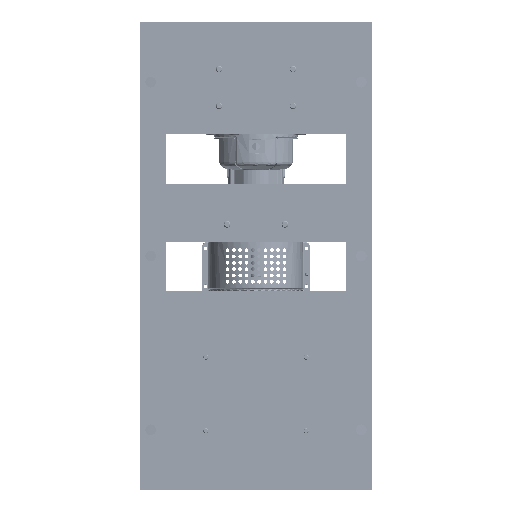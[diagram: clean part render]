
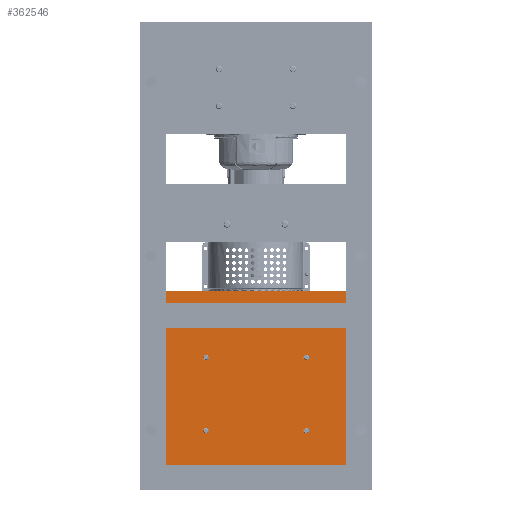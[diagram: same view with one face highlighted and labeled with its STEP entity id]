
A CAD part, front view. The second image highlights one B-rep face of the part: STEP entity #362546.
In plain terms, the highlighted planar face has unit normal (0, -1, 0).
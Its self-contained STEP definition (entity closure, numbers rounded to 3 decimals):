
#13290 = FACE_BOUND ( 'NONE', #305781, .T. ) ;
#14858 = CIRCLE ( 'NONE', #146030, 0.203 ) ;
#14955 = DIRECTION ( 'NONE',  ( 0., -1., 0. ) ) ;
#20103 = VERTEX_POINT ( 'NONE', #370264 ) ;
#23821 = ORIENTED_EDGE ( 'NONE', *, *, #37224, .F. ) ;
#24094 = EDGE_CURVE ( 'NONE', #317066, #74209, #110274, .T. ) ;
#28269 = ORIENTED_EDGE ( 'NONE', *, *, #237614, .F. ) ;
#28698 = ORIENTED_EDGE ( 'NONE', *, *, #24094, .F. ) ;
#34783 = VERTEX_POINT ( 'NONE', #88288 ) ;
#36346 = CARTESIAN_POINT ( 'NONE',  ( 2.327, 0., -3.75 ) ) ;
#37224 = EDGE_CURVE ( 'NONE', #34783, #181142, #198607, .T. ) ;
#41007 = VECTOR ( 'NONE', #83351, 39.37 ) ;
#41840 = VERTEX_POINT ( 'NONE', #417254 ) ;
#44534 = AXIS2_PLACEMENT_3D ( 'NONE', #36346, #399084, #435411 ) ;
#47167 = FACE_BOUND ( 'NONE', #159509, .T. ) ;
#49519 = FACE_BOUND ( 'NONE', #55438, .T. ) ;
#55438 = EDGE_LOOP ( 'NONE', ( #232150, #23821 ) ) ;
#62977 = CARTESIAN_POINT ( 'NONE',  ( 7.25, 0., 8.29 ) ) ;
#74209 = VERTEX_POINT ( 'NONE', #112677 ) ;
#83351 = DIRECTION ( 'NONE',  ( -1., 0., 0. ) ) ;
#86250 = DIRECTION ( 'NONE',  ( 0., 0., 1. ) ) ;
#86914 = CIRCLE ( 'NONE', #310585, 0.203 ) ;
#88288 = CARTESIAN_POINT ( 'NONE',  ( 2.53, 0., -3.75 ) ) ;
#89403 = ORIENTED_EDGE ( 'NONE', *, *, #135029, .F. ) ;
#94365 = DIRECTION ( 'NONE',  ( 0., 0., -1. ) ) ;
#100237 = AXIS2_PLACEMENT_3D ( 'NONE', #171917, #14955, #162432 ) ;
#106251 = CARTESIAN_POINT ( 'NONE',  ( -3.173, 0., 3.75 ) ) ;
#106999 = CARTESIAN_POINT ( 'NONE',  ( 2.124, 0., -3.75 ) ) ;
#110274 = LINE ( 'NONE', #371317, #322440 ) ;
#112677 = CARTESIAN_POINT ( 'NONE',  ( -7.25, 0., 8.29 ) ) ;
#115507 = ORIENTED_EDGE ( 'NONE', *, *, #282120, .F. ) ;
#122009 = CARTESIAN_POINT ( 'NONE',  ( -7.25, 0., -8.29 ) ) ;
#124483 = DIRECTION ( 'NONE',  ( 0., 1., 0. ) ) ;
#125248 = AXIS2_PLACEMENT_3D ( 'NONE', #264810, #124483, #453397 ) ;
#132680 = CARTESIAN_POINT ( 'NONE',  ( -7.25, 0., 8.29 ) ) ;
#134330 = DIRECTION ( 'NONE',  ( 0., 0., 1. ) ) ;
#135029 = EDGE_CURVE ( 'NONE', #311523, #464363, #428321, .T. ) ;
#139018 = DIRECTION ( 'NONE',  ( 0., -1., 0. ) ) ;
#142341 = VERTEX_POINT ( 'NONE', #409785 ) ;
#146030 = AXIS2_PLACEMENT_3D ( 'NONE', #436389, #139018, #383968 ) ;
#146767 = DIRECTION ( 'NONE',  ( 0., -1., 0. ) ) ;
#158398 = FACE_OUTER_BOUND ( 'NONE', #455027, .T. ) ;
#159509 = EDGE_LOOP ( 'NONE', ( #464334, #89403 ) ) ;
#161192 = CARTESIAN_POINT ( 'NONE',  ( -3.173, 0., -3.75 ) ) ;
#162432 = DIRECTION ( 'NONE',  ( 0., 0., 1. ) ) ;
#163449 = EDGE_CURVE ( 'NONE', #464363, #311523, #453182, .T. ) ;
#170167 = CARTESIAN_POINT ( 'NONE',  ( 7.25, 0., -8.29 ) ) ;
#171917 = CARTESIAN_POINT ( 'NONE',  ( -3.173, 0., 3.75 ) ) ;
#172975 = DIRECTION ( 'NONE',  ( 0., -1., 0. ) ) ;
#178888 = ORIENTED_EDGE ( 'NONE', *, *, #329295, .F. ) ;
#181142 = VERTEX_POINT ( 'NONE', #106999 ) ;
#182991 = DIRECTION ( 'NONE',  ( 0., 0., 1. ) ) ;
#189256 = EDGE_CURVE ( 'NONE', #181142, #34783, #461175, .T. ) ;
#194949 = EDGE_CURVE ( 'NONE', #41840, #20103, #14858, .T. ) ;
#198607 = CIRCLE ( 'NONE', #468990, 0.203 ) ;
#219699 = ORIENTED_EDGE ( 'NONE', *, *, #194949, .F. ) ;
#221624 = CARTESIAN_POINT ( 'NONE',  ( 2.327, 0., -3.75 ) ) ;
#231699 = DIRECTION ( 'NONE',  ( 0., 0., 1. ) ) ;
#231974 = ORIENTED_EDGE ( 'NONE', *, *, #368913, .F. ) ;
#232150 = ORIENTED_EDGE ( 'NONE', *, *, #189256, .F. ) ;
#236689 = DIRECTION ( 'NONE',  ( 1., 0., 0. ) ) ;
#237614 = EDGE_CURVE ( 'NONE', #350325, #320534, #350664, .T. ) ;
#243620 = CARTESIAN_POINT ( 'NONE',  ( -3.376, 0., -3.75 ) ) ;
#247157 = ORIENTED_EDGE ( 'NONE', *, *, #285581, .F. ) ;
#257090 = VERTEX_POINT ( 'NONE', #257267 ) ;
#257267 = CARTESIAN_POINT ( 'NONE',  ( -3.376, 0., 3.75 ) ) ;
#262857 = DIRECTION ( 'NONE',  ( 0., -1., 0. ) ) ;
#264810 = CARTESIAN_POINT ( 'NONE',  ( 0., 0., 0. ) ) ;
#267098 = LINE ( 'NONE', #122009, #41007 ) ;
#282120 = EDGE_CURVE ( 'NONE', #257090, #142341, #86914, .T. ) ;
#285581 = EDGE_CURVE ( 'NONE', #320534, #317066, #267098, .T. ) ;
#288204 = EDGE_LOOP ( 'NONE', ( #115507, #333170 ) ) ;
#288489 = CIRCLE ( 'NONE', #419646, 0.203 ) ;
#298655 = VECTOR ( 'NONE', #236689, 39.37 ) ;
#305781 = EDGE_LOOP ( 'NONE', ( #231974, #219699 ) ) ;
#310585 = AXIS2_PLACEMENT_3D ( 'NONE', #106251, #435113, #430335 ) ;
#311523 = VERTEX_POINT ( 'NONE', #336902 ) ;
#313514 = VECTOR ( 'NONE', #94365, 39.37 ) ;
#317066 = VERTEX_POINT ( 'NONE', #474367 ) ;
#320534 = VERTEX_POINT ( 'NONE', #170167 ) ;
#322440 = VECTOR ( 'NONE', #477864, 39.37 ) ;
#329295 = EDGE_CURVE ( 'NONE', #74209, #350325, #459202, .T. ) ;
#333170 = ORIENTED_EDGE ( 'NONE', *, *, #459014, .F. ) ;
#336902 = CARTESIAN_POINT ( 'NONE',  ( -2.97, 0., -3.75 ) ) ;
#350325 = VERTEX_POINT ( 'NONE', #62977 ) ;
#350664 = LINE ( 'NONE', #353040, #313514 ) ;
#352665 = AXIS2_PLACEMENT_3D ( 'NONE', #354355, #172975, #134330 ) ;
#353040 = CARTESIAN_POINT ( 'NONE',  ( 7.25, 0., -8.29 ) ) ;
#354355 = CARTESIAN_POINT ( 'NONE',  ( -3.173, 0., -3.75 ) ) ;
#362546 = ADVANCED_FACE ( 'NONE', ( #49519, #47167, #448638, #13290, #158398 ), #373628, .F. ) ;
#368913 = EDGE_CURVE ( 'NONE', #20103, #41840, #288489, .T. ) ;
#370264 = CARTESIAN_POINT ( 'NONE',  ( 2.124, 0., 3.75 ) ) ;
#371317 = CARTESIAN_POINT ( 'NONE',  ( -7.25, 0., -8.29 ) ) ;
#373628 = PLANE ( 'NONE',  #125248 ) ;
#383968 = DIRECTION ( 'NONE',  ( 0., 0., 1. ) ) ;
#386306 = CARTESIAN_POINT ( 'NONE',  ( 2.327, 0., 3.75 ) ) ;
#393552 = CIRCLE ( 'NONE', #100237, 0.203 ) ;
#399084 = DIRECTION ( 'NONE',  ( 0., -1., 0. ) ) ;
#409785 = CARTESIAN_POINT ( 'NONE',  ( -2.97, 0., 3.75 ) ) ;
#417254 = CARTESIAN_POINT ( 'NONE',  ( 2.53, 0., 3.75 ) ) ;
#419646 = AXIS2_PLACEMENT_3D ( 'NONE', #386306, #424994, #231699 ) ;
#424994 = DIRECTION ( 'NONE',  ( 0., -1., 0. ) ) ;
#428321 = CIRCLE ( 'NONE', #435976, 0.203 ) ;
#430335 = DIRECTION ( 'NONE',  ( 0., 0., 1. ) ) ;
#435113 = DIRECTION ( 'NONE',  ( 0., -1., 0. ) ) ;
#435411 = DIRECTION ( 'NONE',  ( 0., 0., 1. ) ) ;
#435976 = AXIS2_PLACEMENT_3D ( 'NONE', #161192, #262857, #86250 ) ;
#436389 = CARTESIAN_POINT ( 'NONE',  ( 2.327, 0., 3.75 ) ) ;
#448638 = FACE_BOUND ( 'NONE', #288204, .T. ) ;
#453182 = CIRCLE ( 'NONE', #352665, 0.203 ) ;
#453397 = DIRECTION ( 'NONE',  ( 0., 0., 1. ) ) ;
#455027 = EDGE_LOOP ( 'NONE', ( #28269, #178888, #28698, #247157 ) ) ;
#459014 = EDGE_CURVE ( 'NONE', #142341, #257090, #393552, .T. ) ;
#459202 = LINE ( 'NONE', #132680, #298655 ) ;
#461175 = CIRCLE ( 'NONE', #44534, 0.203 ) ;
#464334 = ORIENTED_EDGE ( 'NONE', *, *, #163449, .F. ) ;
#464363 = VERTEX_POINT ( 'NONE', #243620 ) ;
#468990 = AXIS2_PLACEMENT_3D ( 'NONE', #221624, #146767, #182991 ) ;
#474367 = CARTESIAN_POINT ( 'NONE',  ( -7.25, 0., -8.29 ) ) ;
#477864 = DIRECTION ( 'NONE',  ( 0., 0., 1. ) ) ;
